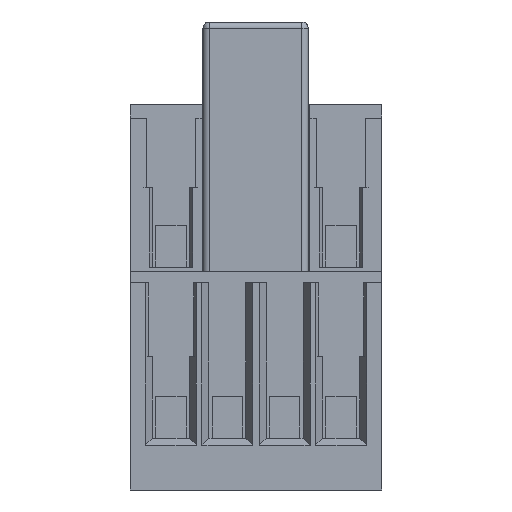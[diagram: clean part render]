
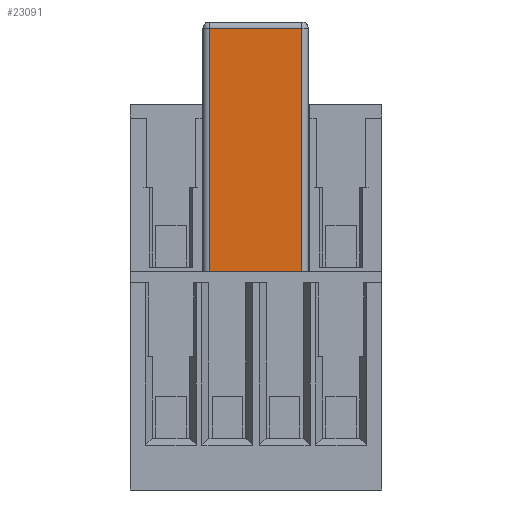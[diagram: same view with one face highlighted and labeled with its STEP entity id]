
A CAD part, left-side view. The second image highlights one B-rep face of the part: STEP entity #23091.
In plain terms, the highlighted planar face has unit normal (-1, 0, 0).
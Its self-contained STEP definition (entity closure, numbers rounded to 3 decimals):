
#2556=DIRECTION('',(0.,-1.,0.));
#2557=VECTOR('',#2556,10.);
#2558=CARTESIAN_POINT('',(-28.2,5.04,-18.1));
#2559=LINE('',#2558,#2557);
#8046=DIRECTION('',(0.,-1.,0.));
#8047=VECTOR('',#8046,10.);
#8048=CARTESIAN_POINT('',(-28.2,5.04,8.2));
#8049=LINE('',#8048,#8047);
#8050=DIRECTION('',(0.,0.,1.));
#8051=VECTOR('',#8050,26.3);
#8052=CARTESIAN_POINT('',(-28.2,5.04,-18.1));
#8053=LINE('',#8052,#8051);
#8241=DIRECTION('',(0.,0.,1.));
#8242=VECTOR('',#8241,26.3);
#8243=CARTESIAN_POINT('',(-28.2,-4.96,-18.1));
#8244=LINE('',#8243,#8242);
#11354=CARTESIAN_POINT('',(-28.2,5.04,-18.1));
#11355=CARTESIAN_POINT('',(-28.2,-4.96,-18.1));
#11356=VERTEX_POINT('',#11354);
#11357=VERTEX_POINT('',#11355);
#11382=CARTESIAN_POINT('',(-28.2,5.04,8.2));
#11383=VERTEX_POINT('',#11382);
#11386=CARTESIAN_POINT('',(-28.2,-4.96,8.2));
#11387=VERTEX_POINT('',#11386);
#23077=CARTESIAN_POINT('',(-28.2,5.04,-18.1));
#23078=DIRECTION('',(-1.,0.,0.));
#23079=DIRECTION('',(0.,-1.,0.));
#23080=AXIS2_PLACEMENT_3D('',#23077,#23078,#23079);
#23081=PLANE('',#23080);
#23083=ORIENTED_EDGE('',*,*,#23082,.T.);
#23085=ORIENTED_EDGE('',*,*,#23084,.F.);
#23086=ORIENTED_EDGE('',*,*,#14084,.F.);
#23088=ORIENTED_EDGE('',*,*,#23087,.T.);
#23089=EDGE_LOOP('',(#23083,#23085,#23086,#23088));
#23090=FACE_OUTER_BOUND('',#23089,.F.);
#14084=EDGE_CURVE('',#11356,#11357,#2559,.T.);
#23082=EDGE_CURVE('',#11383,#11387,#8049,.T.);
#23084=EDGE_CURVE('',#11357,#11387,#8244,.T.);
#23087=EDGE_CURVE('',#11356,#11383,#8053,.T.);
#23091=ADVANCED_FACE('',(#23090),#23081,.T.);
